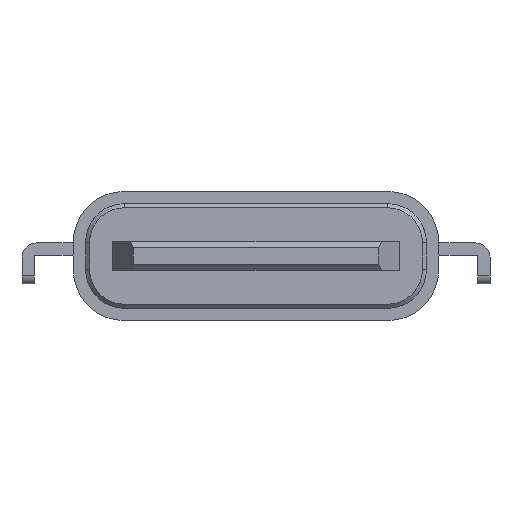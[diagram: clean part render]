
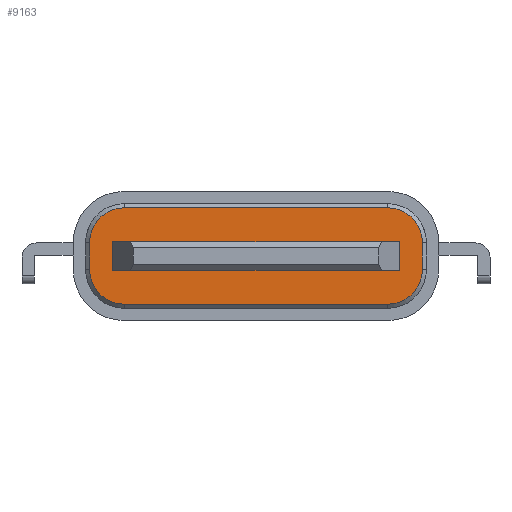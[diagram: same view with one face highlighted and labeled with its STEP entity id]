
A CAD part, front view. The second image highlights one B-rep face of the part: STEP entity #9163.
In plain terms, the highlighted planar face has unit normal (0, -1, 0).
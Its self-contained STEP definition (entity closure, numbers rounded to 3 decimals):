
#515 = VECTOR ( 'NONE', #12645, 1000. ) ;
#605 = DIRECTION ( 'NONE',  ( 0., -1., 0. ) ) ;
#786 = CARTESIAN_POINT ( 'NONE',  ( 3.5, 1.05, 0.35 ) ) ;
#1001 = DIRECTION ( 'NONE',  ( 1., 0., 0. ) ) ;
#1206 = VERTEX_POINT ( 'NONE', #12411 ) ;
#1287 = CARTESIAN_POINT ( 'NONE',  ( 4.07, 1.05, 0.33 ) ) ;
#1310 = VECTOR ( 'NONE', #8859, 1000. ) ;
#1400 = AXIS2_PLACEMENT_3D ( 'NONE', #6814, #605, #7854 ) ;
#1578 = CARTESIAN_POINT ( 'NONE',  ( -3.5, 1.05, 0.35 ) ) ;
#1688 = EDGE_CURVE ( 'NONE', #7991, #3220, #12986, .T. ) ;
#1999 = EDGE_CURVE ( 'NONE', #3220, #1206, #8142, .T. ) ;
#2126 = FACE_OUTER_BOUND ( 'NONE', #2628, .T. ) ;
#2168 = ORIENTED_EDGE ( 'NONE', *, *, #9729, .T. ) ;
#2491 = DIRECTION ( 'NONE',  ( -1., 0., 0. ) ) ;
#2497 = CARTESIAN_POINT ( 'NONE',  ( -3.5, 1.05, -0.35 ) ) ;
#2628 = EDGE_LOOP ( 'NONE', ( #3757, #2168, #3351, #11520, #5733, #12574, #9740, #6283 ) ) ;
#2643 = VERTEX_POINT ( 'NONE', #6910 ) ;
#2792 = ORIENTED_EDGE ( 'NONE', *, *, #1999, .F. ) ;
#2793 = LINE ( 'NONE', #1578, #7981 ) ;
#2939 = ORIENTED_EDGE ( 'NONE', *, *, #5658, .F. ) ;
#3074 = DIRECTION ( 'NONE',  ( 0., 0., 1. ) ) ;
#3155 = EDGE_CURVE ( 'NONE', #11649, #7540, #7948, .T. ) ;
#3178 = CARTESIAN_POINT ( 'NONE',  ( -3.22, 1.05, -1.18 ) ) ;
#3220 = VERTEX_POINT ( 'NONE', #11636 ) ;
#3260 = LINE ( 'NONE', #1287, #515 ) ;
#3351 = ORIENTED_EDGE ( 'NONE', *, *, #9192, .T. ) ;
#3757 = ORIENTED_EDGE ( 'NONE', *, *, #9554, .T. ) ;
#4219 = VECTOR ( 'NONE', #2491, 1000. ) ;
#4546 = LINE ( 'NONE', #11747, #4219 ) ;
#4697 = EDGE_CURVE ( 'NONE', #7540, #9049, #4546, .T. ) ;
#4831 = EDGE_CURVE ( 'NONE', #12783, #2643, #9560, .T. ) ;
#4885 = CARTESIAN_POINT ( 'NONE',  ( 3.22, 1.05, -0.33 ) ) ;
#4976 = ORIENTED_EDGE ( 'NONE', *, *, #13044, .F. ) ;
#5319 = DIRECTION ( 'NONE',  ( 0., -1., 0. ) ) ;
#5372 = VECTOR ( 'NONE', #3074, 1000. ) ;
#5401 = VECTOR ( 'NONE', #5862, 1000. ) ;
#5408 = DIRECTION ( 'NONE',  ( 0., -1., 0. ) ) ;
#5517 = CARTESIAN_POINT ( 'NONE',  ( 3.22, 1.05, -1.18 ) ) ;
#5658 = EDGE_CURVE ( 'NONE', #5886, #7991, #2793, .T. ) ;
#5733 = ORIENTED_EDGE ( 'NONE', *, *, #4697, .T. ) ;
#5738 = VERTEX_POINT ( 'NONE', #7896 ) ;
#5748 = AXIS2_PLACEMENT_3D ( 'NONE', #11494, #5319, #12528 ) ;
#5791 = DIRECTION ( 'NONE',  ( -1., 0., 0. ) ) ;
#5862 = DIRECTION ( 'NONE',  ( 1., 0., 0. ) ) ;
#5886 = VERTEX_POINT ( 'NONE', #786 ) ;
#5961 = DIRECTION ( 'NONE',  ( 1., 0., 0. ) ) ;
#6283 = ORIENTED_EDGE ( 'NONE', *, *, #6447, .T. ) ;
#6416 = PLANE ( 'NONE',  #11775 ) ;
#6447 = EDGE_CURVE ( 'NONE', #2643, #6788, #11149, .T. ) ;
#6501 = VECTOR ( 'NONE', #11688, 1000. ) ;
#6788 = VERTEX_POINT ( 'NONE', #3178 ) ;
#6814 = CARTESIAN_POINT ( 'NONE',  ( -3.22, 1.05, -0.33 ) ) ;
#6828 = CARTESIAN_POINT ( 'NONE',  ( -3.5, 1.05, 0.35 ) ) ;
#6910 = CARTESIAN_POINT ( 'NONE',  ( -4.07, 1.05, -0.33 ) ) ;
#7211 = DIRECTION ( 'NONE',  ( 0., -1., 0. ) ) ;
#7318 = FACE_BOUND ( 'NONE', #10750, .T. ) ;
#7540 = VERTEX_POINT ( 'NONE', #12363 ) ;
#7593 = ORIENTED_EDGE ( 'NONE', *, *, #1688, .F. ) ;
#7820 = CARTESIAN_POINT ( 'NONE',  ( -4.07, 1.05, 0.33 ) ) ;
#7854 = DIRECTION ( 'NONE',  ( 1., 0., 0. ) ) ;
#7891 = AXIS2_PLACEMENT_3D ( 'NONE', #13355, #7211, #1001 ) ;
#7896 = CARTESIAN_POINT ( 'NONE',  ( 4.07, 1.05, -0.33 ) ) ;
#7948 = CIRCLE ( 'NONE', #5748, 0.85 ) ;
#7981 = VECTOR ( 'NONE', #5791, 1000. ) ;
#7991 = VERTEX_POINT ( 'NONE', #6828 ) ;
#8128 = CIRCLE ( 'NONE', #7891, 0.85 ) ;
#8142 = LINE ( 'NONE', #8594, #5401 ) ;
#8239 = CARTESIAN_POINT ( 'NONE',  ( 3.5, 1.05, -0.35 ) ) ;
#8594 = CARTESIAN_POINT ( 'NONE',  ( -3.5, 1.05, -0.35 ) ) ;
#8731 = AXIS2_PLACEMENT_3D ( 'NONE', #4885, #12106, #5961 ) ;
#8828 = VERTEX_POINT ( 'NONE', #9697 ) ;
#8859 = DIRECTION ( 'NONE',  ( 0., 0., -1. ) ) ;
#9035 = EDGE_CURVE ( 'NONE', #9049, #12783, #8128, .T. ) ;
#9049 = VERTEX_POINT ( 'NONE', #11300 ) ;
#9163 = ADVANCED_FACE ( 'NONE', ( #2126, #7318 ), #6416, .T. ) ;
#9192 = EDGE_CURVE ( 'NONE', #5738, #11649, #3260, .T. ) ;
#9554 = EDGE_CURVE ( 'NONE', #6788, #8828, #11955, .T. ) ;
#9560 = LINE ( 'NONE', #7820, #1310 ) ;
#9697 = CARTESIAN_POINT ( 'NONE',  ( 3.22, 1.05, -1.18 ) ) ;
#9729 = EDGE_CURVE ( 'NONE', #8828, #5738, #10156, .T. ) ;
#9740 = ORIENTED_EDGE ( 'NONE', *, *, #4831, .T. ) ;
#10156 = CIRCLE ( 'NONE', #8731, 0.85 ) ;
#10250 = VECTOR ( 'NONE', #10714, 1000. ) ;
#10714 = DIRECTION ( 'NONE',  ( 0., 0., -1. ) ) ;
#10750 = EDGE_LOOP ( 'NONE', ( #4976, #2792, #7593, #2939 ) ) ;
#10861 = LINE ( 'NONE', #8239, #5372 ) ;
#11105 = CARTESIAN_POINT ( 'NONE',  ( -4.07, 1.05, 0.33 ) ) ;
#11149 = CIRCLE ( 'NONE', #1400, 0.85 ) ;
#11300 = CARTESIAN_POINT ( 'NONE',  ( -3.22, 1.05, 1.18 ) ) ;
#11411 = CARTESIAN_POINT ( 'NONE',  ( 4.07, 1.05, 0.33 ) ) ;
#11494 = CARTESIAN_POINT ( 'NONE',  ( 3.22, 1.05, 0.33 ) ) ;
#11520 = ORIENTED_EDGE ( 'NONE', *, *, #3155, .T. ) ;
#11573 = CARTESIAN_POINT ( 'NONE',  ( 3.22, 1.05, 0.33 ) ) ;
#11636 = CARTESIAN_POINT ( 'NONE',  ( -3.5, 1.05, -0.35 ) ) ;
#11649 = VERTEX_POINT ( 'NONE', #11411 ) ;
#11688 = DIRECTION ( 'NONE',  ( 1., 0., 0. ) ) ;
#11747 = CARTESIAN_POINT ( 'NONE',  ( -3.22, 1.05, 1.18 ) ) ;
#11775 = AXIS2_PLACEMENT_3D ( 'NONE', #11573, #5408, #12595 ) ;
#11955 = LINE ( 'NONE', #5517, #6501 ) ;
#12106 = DIRECTION ( 'NONE',  ( 0., -1., 0. ) ) ;
#12363 = CARTESIAN_POINT ( 'NONE',  ( 3.22, 1.05, 1.18 ) ) ;
#12411 = CARTESIAN_POINT ( 'NONE',  ( 3.5, 1.05, -0.35 ) ) ;
#12528 = DIRECTION ( 'NONE',  ( 1., 0., 0. ) ) ;
#12574 = ORIENTED_EDGE ( 'NONE', *, *, #9035, .T. ) ;
#12595 = DIRECTION ( 'NONE',  ( 1., 0., 0. ) ) ;
#12645 = DIRECTION ( 'NONE',  ( 0., 0., 1. ) ) ;
#12783 = VERTEX_POINT ( 'NONE', #11105 ) ;
#12986 = LINE ( 'NONE', #2497, #10250 ) ;
#13044 = EDGE_CURVE ( 'NONE', #1206, #5886, #10861, .T. ) ;
#13355 = CARTESIAN_POINT ( 'NONE',  ( -3.22, 1.05, 0.33 ) ) ;
